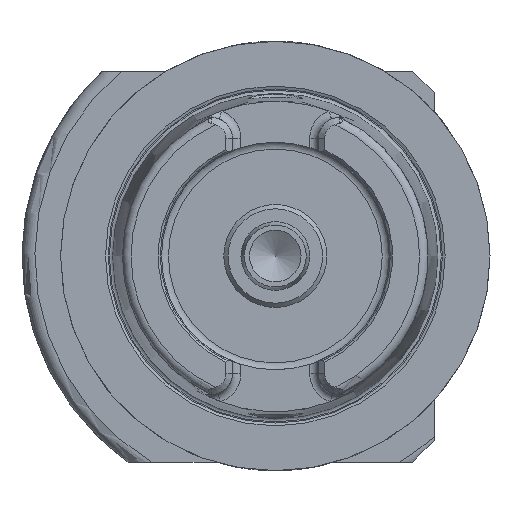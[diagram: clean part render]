
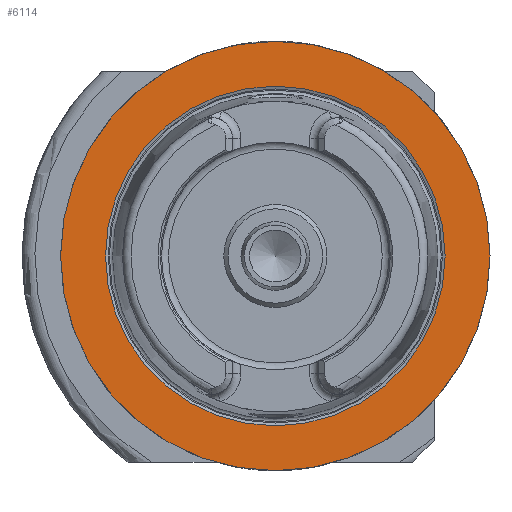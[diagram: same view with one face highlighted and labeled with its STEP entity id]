
A CAD part, left-side view. The second image highlights one B-rep face of the part: STEP entity #6114.
In plain terms, the highlighted planar face has unit normal (-1, 0, 0).
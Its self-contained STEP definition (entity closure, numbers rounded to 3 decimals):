
#3328=CARTESIAN_POINT('',(0.,50.0,0.0));
#3329=VERTEX_POINT('',#3328);
#3330=CARTESIAN_POINT('',(0.,0.,0.0));
#3331=DIRECTION('',(1.0,0.0,0.0));
#3332=DIRECTION('',(0.0,1.0,0.0));
#3333=AXIS2_PLACEMENT_3D('',#3330,#3331,#3332);
#3334=CIRCLE('',#3333,50.0);
#3335=EDGE_CURVE('',#3329,#3329,#3334,.T.);
#6088=CARTESIAN_POINT('',(0.,39.55,0.0));
#6089=VERTEX_POINT('',#6088);
#6090=CARTESIAN_POINT('',(0.,0.,0.0));
#6091=DIRECTION('',(1.0,0.0,0.0));
#6092=DIRECTION('',(0.0,1.0,0.0));
#6093=AXIS2_PLACEMENT_3D('',#6090,#6091,#6092);
#6094=CIRCLE('',#6093,39.55);
#6095=EDGE_CURVE('',#6089,#6089,#6094,.T.);
#6103=CARTESIAN_POINT('',(0.,44.775,0.0));
#6104=DIRECTION('',(-1.0,0.0,0.0));
#6105=DIRECTION('',(0.0,0.0,1.0));
#6106=AXIS2_PLACEMENT_3D('',#6103,#6104,#6105);
#6107=PLANE('',#6106);
#6108=ORIENTED_EDGE('',*,*,#3335,.F.);
#6109=EDGE_LOOP('',(#6108));
#6110=FACE_OUTER_BOUND('',#6109,.T.);
#6111=ORIENTED_EDGE('',*,*,#6095,.T.);
#6112=EDGE_LOOP('',(#6111));
#6113=FACE_BOUND('',#6112,.T.);
#6114=ADVANCED_FACE('',(#6110,#6113),#6107,.T.);
